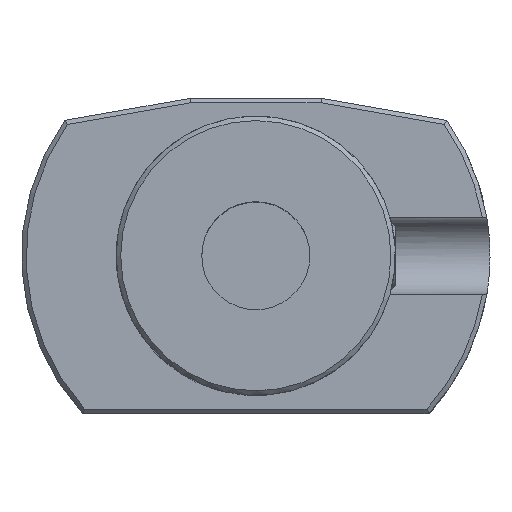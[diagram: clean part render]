
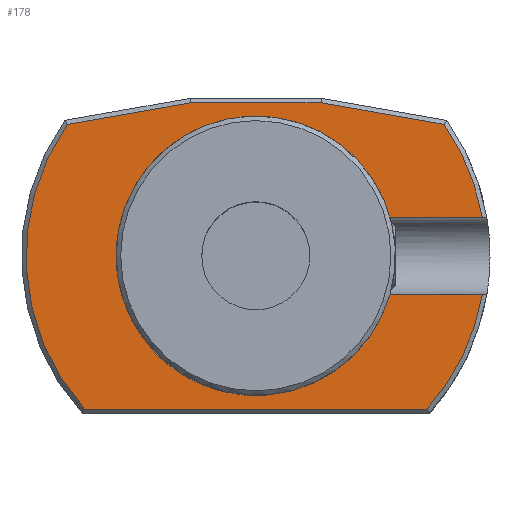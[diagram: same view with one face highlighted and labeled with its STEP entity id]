
A CAD part, top view. The second image highlights one B-rep face of the part: STEP entity #178.
In plain terms, the highlighted planar face has unit normal (0, 0, 1).
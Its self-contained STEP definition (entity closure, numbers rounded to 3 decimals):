
#73=LINE('',#913,#113);
#74=LINE('',#917,#114);
#75=LINE('',#921,#115);
#76=LINE('',#925,#116);
#77=LINE('',#927,#117);
#78=LINE('',#929,#118);
#113=VECTOR('',#733,1.);
#114=VECTOR('',#736,1.);
#115=VECTOR('',#739,1.);
#116=VECTOR('',#742,1.);
#117=VECTOR('',#743,1.);
#118=VECTOR('',#744,1.);
#178=ADVANCED_FACE('',(#237),#217,.F.);
#217=PLANE('',#646);
#237=FACE_OUTER_BOUND('',#267,.T.);
#267=EDGE_LOOP('',(#329,#330,#331,#332,#333,#334,#335,#336,#337,#338));
#329=ORIENTED_EDGE('',*,*,#537,.T.);
#330=ORIENTED_EDGE('',*,*,#538,.T.);
#331=ORIENTED_EDGE('',*,*,#539,.T.);
#332=ORIENTED_EDGE('',*,*,#540,.T.);
#333=ORIENTED_EDGE('',*,*,#541,.F.);
#334=ORIENTED_EDGE('',*,*,#542,.T.);
#335=ORIENTED_EDGE('',*,*,#543,.T.);
#336=ORIENTED_EDGE('',*,*,#544,.T.);
#337=ORIENTED_EDGE('',*,*,#545,.T.);
#338=ORIENTED_EDGE('',*,*,#546,.T.);
#483=VERTEX_POINT('',#911);
#484=VERTEX_POINT('',#912);
#485=VERTEX_POINT('',#914);
#486=VERTEX_POINT('',#916);
#487=VERTEX_POINT('',#918);
#488=VERTEX_POINT('',#920);
#489=VERTEX_POINT('',#922);
#490=VERTEX_POINT('',#924);
#491=VERTEX_POINT('',#926);
#492=VERTEX_POINT('',#928);
#537=EDGE_CURVE('',#483,#484,#608,.T.);
#538=EDGE_CURVE('',#484,#485,#73,.T.);
#539=EDGE_CURVE('',#485,#486,#609,.T.);
#540=EDGE_CURVE('',#486,#487,#74,.T.);
#541=EDGE_CURVE('',#488,#487,#610,.T.);
#542=EDGE_CURVE('',#488,#489,#75,.T.);
#543=EDGE_CURVE('',#489,#490,#611,.T.);
#544=EDGE_CURVE('',#490,#491,#76,.T.);
#545=EDGE_CURVE('',#491,#492,#77,.T.);
#546=EDGE_CURVE('',#492,#483,#78,.T.);
#608=CIRCLE('',#642,25.5);
#609=CIRCLE('',#643,25.5);
#610=CIRCLE('',#644,15.5);
#611=CIRCLE('',#645,25.5);
#642=AXIS2_PLACEMENT_3D('',#910,#731,#732);
#643=AXIS2_PLACEMENT_3D('',#915,#734,#735);
#644=AXIS2_PLACEMENT_3D('',#919,#737,#738);
#645=AXIS2_PLACEMENT_3D('',#923,#740,#741);
#646=AXIS2_PLACEMENT_3D('',#930,#745,#746);
#731=DIRECTION('',(0.,0.,1.));
#732=DIRECTION('',(-1.,0.,0.));
#733=DIRECTION('',(1.,0.,0.));
#734=DIRECTION('',(0.,0.,1.));
#735=DIRECTION('',(-1.,0.,0.));
#736=DIRECTION('',(-1.,0.,0.));
#737=DIRECTION('',(0.,0.,1.));
#738=DIRECTION('',(1.,0.,0.));
#739=DIRECTION('',(1.,0.,0.));
#740=DIRECTION('',(0.,0.,1.));
#741=DIRECTION('',(-1.,0.,0.));
#742=DIRECTION('',(-0.985,0.174,0.));
#743=DIRECTION('',(-1.,0.,0.));
#744=DIRECTION('',(-0.985,-0.174,0.));
#745=DIRECTION('',(0.,0.,-1.));
#746=DIRECTION('',(-1.,0.,0.));
#910=CARTESIAN_POINT('',(0.,0.,8.));
#911=CARTESIAN_POINT('',(-20.914,14.59,8.));
#912=CARTESIAN_POINT('',(-19.007,-17.,8.));
#913=CARTESIAN_POINT('',(19.229,-17.,8.));
#914=CARTESIAN_POINT('',(19.007,-17.,8.));
#915=CARTESIAN_POINT('',(0.,0.,8.));
#916=CARTESIAN_POINT('',(25.143,-4.25,8.));
#917=CARTESIAN_POINT('',(26.,-4.25,8.));
#918=CARTESIAN_POINT('',(14.906,-4.25,8.));
#919=CARTESIAN_POINT('',(0.,0.,8.));
#920=CARTESIAN_POINT('',(14.906,4.25,8.));
#921=CARTESIAN_POINT('',(26.,4.25,8.));
#922=CARTESIAN_POINT('',(25.143,4.25,8.));
#923=CARTESIAN_POINT('',(0.,0.,8.));
#924=CARTESIAN_POINT('',(20.914,14.59,8.));
#925=CARTESIAN_POINT('',(7.203,17.008,8.));
#926=CARTESIAN_POINT('',(7.246,17.,8.));
#927=CARTESIAN_POINT('',(-7.29,17.,8.));
#928=CARTESIAN_POINT('',(-7.246,17.,8.));
#929=CARTESIAN_POINT('',(-21.117,14.554,8.));
#930=CARTESIAN_POINT('',(26.,0.,8.));
